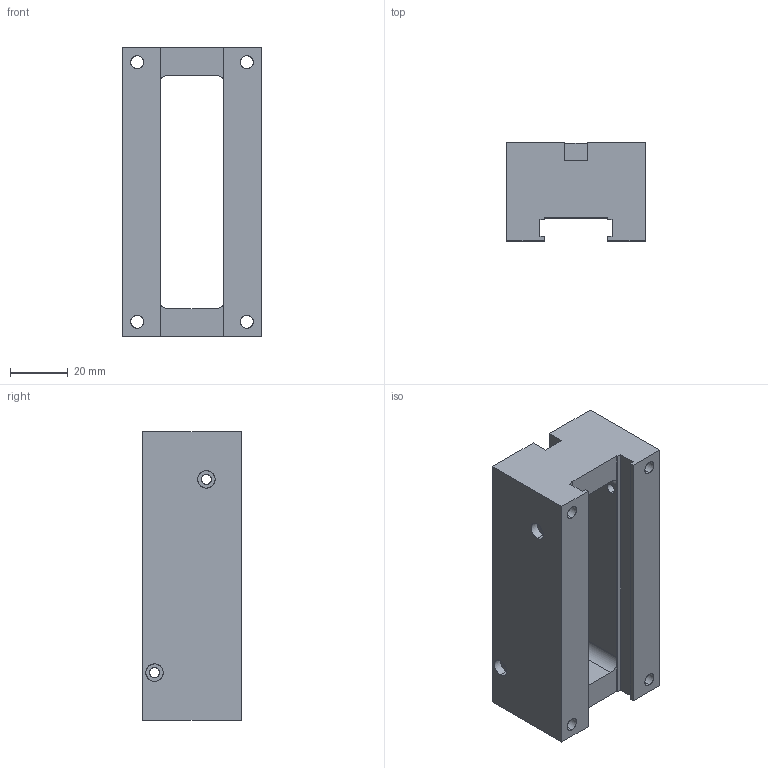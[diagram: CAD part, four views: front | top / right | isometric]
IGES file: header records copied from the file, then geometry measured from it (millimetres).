
Start section: SolidWorks IGES file using analytic representation for surfaces
Global section: file name: 161000695_FW_2080~0.IGS; native system: SolidWorks 2008; preprocessor: SolidWorks 2008; author: -; date: 110930.205605; units: millimetre
Bounding box: 48 x 34 x 100 mm (x, y, z)
Surface area: 25762.3 mm2 (no closed solid volume)
Topology: 0 solids, 0 shells, 72 faces, 1388 edges, 1388 vertices
Faces by surface type: revolution 36, bspline 36
